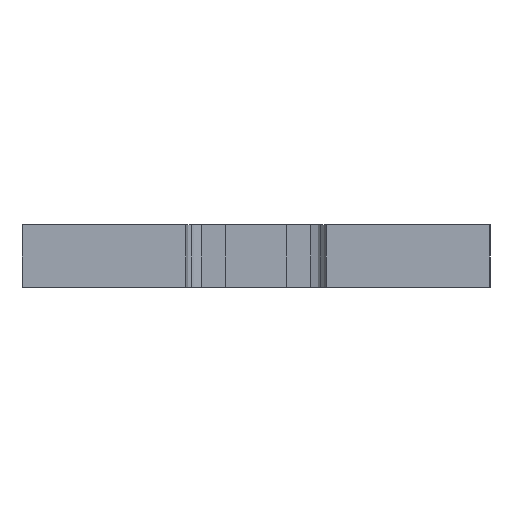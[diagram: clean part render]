
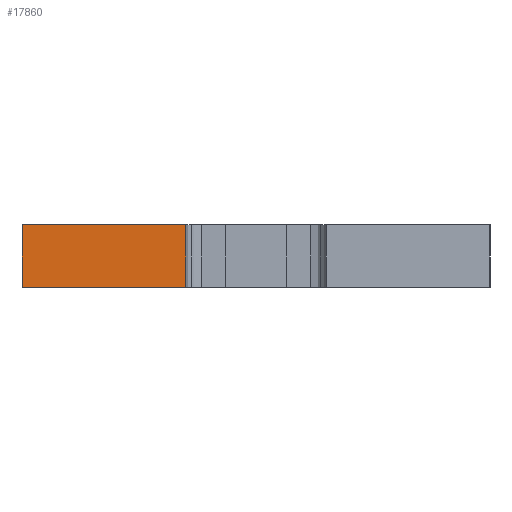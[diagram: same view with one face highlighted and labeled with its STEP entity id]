
A CAD part, left-side view. The second image highlights one B-rep face of the part: STEP entity #17860.
In plain terms, the highlighted planar face has unit normal (-1, 0, 0).
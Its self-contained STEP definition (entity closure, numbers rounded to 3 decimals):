
#17833=AXIS2_PLACEMENT_3D('Plane Axis2P3D',#17830,#17831,#17832) ;
#244=CARTESIAN_POINT('Line Origine',(0.,9.75,1.)) ;
#248=CARTESIAN_POINT('Vertex',(0.,9.75,0.)) ;
#250=CARTESIAN_POINT('Vertex',(0.,9.75,2.)) ;
#17830=CARTESIAN_POINT('Axis2P3D Location',(0.,0.,2.)) ;
#17835=CARTESIAN_POINT('Line Origine',(0.,12.375,2.)) ;
#17839=CARTESIAN_POINT('Vertex',(0.,15.,2.)) ;
#17842=CARTESIAN_POINT('Line Origine',(0.,15.,1.)) ;
#17846=CARTESIAN_POINT('Vertex',(0.,15.,0.)) ;
#17849=CARTESIAN_POINT('Line Origine',(0.,12.375,0.)) ;
#245=DIRECTION('Vector Direction',(0.,0.,1.)) ;
#17831=DIRECTION('Axis2P3D Direction',(-1.,0.,0.)) ;
#17832=DIRECTION('Axis2P3D XDirection',(0.,1.,0.)) ;
#17836=DIRECTION('Vector Direction',(0.,1.,0.)) ;
#17843=DIRECTION('Vector Direction',(0.,0.,-1.)) ;
#17850=DIRECTION('Vector Direction',(0.,1.,0.)) ;
#246=VECTOR('Line Direction',#245,1.) ;
#17837=VECTOR('Line Direction',#17836,1.) ;
#17844=VECTOR('Line Direction',#17843,1.) ;
#17851=VECTOR('Line Direction',#17850,1.) ;
#17855=ORIENTED_EDGE('',*,*,#17841,.T.) ;
#17856=ORIENTED_EDGE('',*,*,#17848,.T.) ;
#17857=ORIENTED_EDGE('',*,*,#17853,.F.) ;
#17858=ORIENTED_EDGE('',*,*,#252,.T.) ;
#17860=ADVANCED_FACE('Hauptkoerper',(#17859),#17834,.T.) ;
#252=EDGE_CURVE('',#249,#251,#247,.T.) ;
#17841=EDGE_CURVE('',#251,#17840,#17838,.T.) ;
#17848=EDGE_CURVE('',#17840,#17847,#17845,.T.) ;
#17853=EDGE_CURVE('',#249,#17847,#17852,.T.) ;
#17854=EDGE_LOOP('',(#17855,#17856,#17857,#17858)) ;
#17859=FACE_OUTER_BOUND('',#17854,.T.) ;
#247=LINE('Line',#244,#246) ;
#17838=LINE('Line',#17835,#17837) ;
#17845=LINE('Line',#17842,#17844) ;
#17852=LINE('Line',#17849,#17851) ;
#17834=PLANE('',#17833) ;
#249=VERTEX_POINT('',#248) ;
#251=VERTEX_POINT('',#250) ;
#17840=VERTEX_POINT('',#17839) ;
#17847=VERTEX_POINT('',#17846) ;
